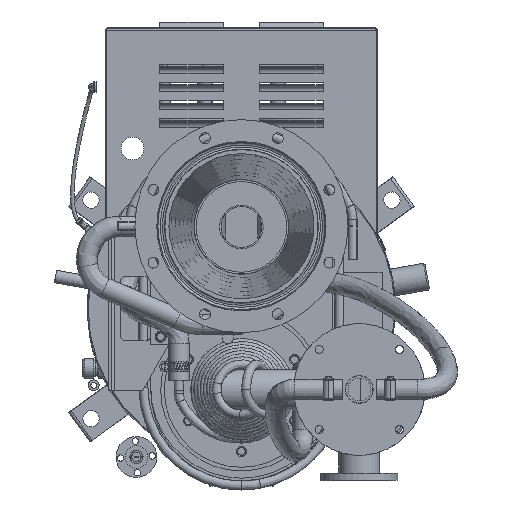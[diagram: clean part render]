
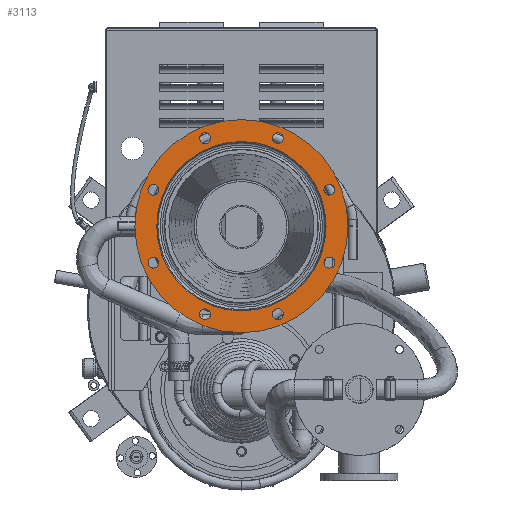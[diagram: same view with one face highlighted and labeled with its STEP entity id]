
A CAD part, top view. The second image highlights one B-rep face of the part: STEP entity #3113.
In plain terms, the highlighted planar face has unit normal (0, 0, 1).
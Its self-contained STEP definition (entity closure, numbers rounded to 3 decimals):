
#3113=ADVANCED_FACE('',(#14919,#14921,#14923,#14925,#14927,#14929,#14931,#14933,
#14935,#14937),#14939,.T.);
#14919=FACE_BOUND('',#14920,.T.);
#14920=EDGE_LOOP('',(#51739));
#14921=FACE_BOUND('',#14922,.T.);
#14922=EDGE_LOOP('',(#51740));
#14923=FACE_BOUND('',#14924,.T.);
#14924=EDGE_LOOP('',(#51741));
#14925=FACE_BOUND('',#14926,.T.);
#14926=EDGE_LOOP('',(#51742));
#14927=FACE_BOUND('',#14928,.T.);
#14928=EDGE_LOOP('',(#51743));
#14929=FACE_BOUND('',#14930,.T.);
#14930=EDGE_LOOP('',(#51744));
#14931=FACE_BOUND('',#14932,.T.);
#14932=EDGE_LOOP('',(#51745));
#14933=FACE_BOUND('',#14934,.T.);
#14934=EDGE_LOOP('',(#51746));
#14935=FACE_BOUND('',#14936,.T.);
#14936=EDGE_LOOP('',(#51747));
#14937=FACE_BOUND('',#14938,.T.);
#14938=EDGE_LOOP('',(#51748));
#14939=PLANE('',#14940);
#14940=AXIS2_PLACEMENT_3D('',#14941,#14942,#14943);
#14941=CARTESIAN_POINT('',(0.,90.,957.));
#14942=DIRECTION('',(0.,0.,1.));
#14943=DIRECTION('',(1.,0.,0.));
#51739=ORIENTED_EDGE('',*,*,#57256,.F.);
#51740=ORIENTED_EDGE('',*,*,#57257,.T.);
#51741=ORIENTED_EDGE('',*,*,#57258,.T.);
#51742=ORIENTED_EDGE('',*,*,#57259,.T.);
#51743=ORIENTED_EDGE('',*,*,#57260,.T.);
#51744=ORIENTED_EDGE('',*,*,#57261,.T.);
#51745=ORIENTED_EDGE('',*,*,#57262,.T.);
#51746=ORIENTED_EDGE('',*,*,#57263,.T.);
#51747=ORIENTED_EDGE('',*,*,#57264,.T.);
#51748=ORIENTED_EDGE('',*,*,#57265,.T.);
#57256=EDGE_CURVE('',#61986,#61986,#61987,.T.);
#57257=EDGE_CURVE('',#61988,#61988,#61989,.T.);
#57258=EDGE_CURVE('',#61990,#61990,#61991,.F.);
#57259=EDGE_CURVE('',#61992,#61992,#61993,.F.);
#57260=EDGE_CURVE('',#61994,#61994,#61995,.F.);
#57261=EDGE_CURVE('',#61996,#61996,#61997,.F.);
#57262=EDGE_CURVE('',#61998,#61998,#61999,.F.);
#57263=EDGE_CURVE('',#62000,#62000,#62001,.F.);
#57264=EDGE_CURVE('',#62002,#62002,#62003,.F.);
#57265=EDGE_CURVE('',#62004,#62004,#62005,.F.);
#61986=VERTEX_POINT('',#78152);
#61987=CIRCLE('',#78153,117.5);
#61988=VERTEX_POINT('',#78157);
#61989=CIRCLE('',#78158,93.334);
#61990=VERTEX_POINT('',#78162);
#61991=CIRCLE('',#78163,6.);
#61992=VERTEX_POINT('',#78167);
#61993=CIRCLE('',#78168,6.);
#61994=VERTEX_POINT('',#78172);
#61995=CIRCLE('',#78173,6.);
#61996=VERTEX_POINT('',#78177);
#61997=CIRCLE('',#78178,6.);
#61998=VERTEX_POINT('',#78182);
#61999=CIRCLE('',#78183,6.);
#62000=VERTEX_POINT('',#78187);
#62001=CIRCLE('',#78188,6.);
#62002=VERTEX_POINT('',#78192);
#62003=CIRCLE('',#78193,6.);
#62004=VERTEX_POINT('',#78197);
#62005=CIRCLE('',#78198,6.);
#78152=CARTESIAN_POINT('',(117.5,90.,957.));
#78153=AXIS2_PLACEMENT_3D('',#78154,#78155,#78156);
#78154=CARTESIAN_POINT('',(0.,90.,957.));
#78155=DIRECTION('',(0.,0.,-1.));
#78156=DIRECTION('',(1.,0.,0.));
#78157=CARTESIAN_POINT('',(-93.334,90.,957.));
#78158=AXIS2_PLACEMENT_3D('',#78159,#78160,#78161);
#78159=CARTESIAN_POINT('',(0.,90.,957.));
#78160=DIRECTION('',(0.,0.,-1.));
#78161=DIRECTION('',(-1.,0.,0.));
#78162=CARTESIAN_POINT('',(101.25,125.939,957.));
#78163=AXIS2_PLACEMENT_3D('',#78164,#78165,#78166);
#78164=CARTESIAN_POINT('',(97.007,130.182,957.));
#78165=DIRECTION('',(0.,0.,1.));
#78166=DIRECTION('',(0.707,-0.707,0.));
#78167=CARTESIAN_POINT('',(97.007,43.818,957.));
#78168=AXIS2_PLACEMENT_3D('',#78169,#78170,#78171);
#78169=CARTESIAN_POINT('',(97.007,49.818,957.));
#78170=DIRECTION('',(0.,0.,1.));
#78171=DIRECTION('',(0.,-1.,0.));
#78172=CARTESIAN_POINT('',(35.939,-11.25,957.));
#78173=AXIS2_PLACEMENT_3D('',#78174,#78175,#78176);
#78174=CARTESIAN_POINT('',(40.182,-7.007,957.));
#78175=DIRECTION('',(0.,0.,1.));
#78176=DIRECTION('',(-0.707,-0.707,0.));
#78177=CARTESIAN_POINT('',(-46.182,-7.007,957.));
#78178=AXIS2_PLACEMENT_3D('',#78179,#78180,#78181);
#78179=CARTESIAN_POINT('',(-40.182,-7.007,957.));
#78180=DIRECTION('',(0.,0.,1.));
#78181=DIRECTION('',(-1.,0.,0.));
#78182=CARTESIAN_POINT('',(-101.25,54.061,957.));
#78183=AXIS2_PLACEMENT_3D('',#78184,#78185,#78186);
#78184=CARTESIAN_POINT('',(-97.007,49.818,957.));
#78185=DIRECTION('',(0.,0.,1.));
#78186=DIRECTION('',(-0.707,0.707,0.));
#78187=CARTESIAN_POINT('',(-97.007,136.182,957.));
#78188=AXIS2_PLACEMENT_3D('',#78189,#78190,#78191);
#78189=CARTESIAN_POINT('',(-97.007,130.182,957.));
#78190=DIRECTION('',(0.,0.,1.));
#78191=DIRECTION('',(0.,1.,0.));
#78192=CARTESIAN_POINT('',(-35.939,191.25,957.));
#78193=AXIS2_PLACEMENT_3D('',#78194,#78195,#78196);
#78194=CARTESIAN_POINT('',(-40.182,187.007,957.));
#78195=DIRECTION('',(0.,0.,1.));
#78196=DIRECTION('',(0.707,0.707,0.));
#78197=CARTESIAN_POINT('',(46.182,187.007,957.));
#78198=AXIS2_PLACEMENT_3D('',#78199,#78200,#78201);
#78199=CARTESIAN_POINT('',(40.182,187.007,957.));
#78200=DIRECTION('',(0.,0.,1.));
#78201=DIRECTION('',(1.,0.,0.));
